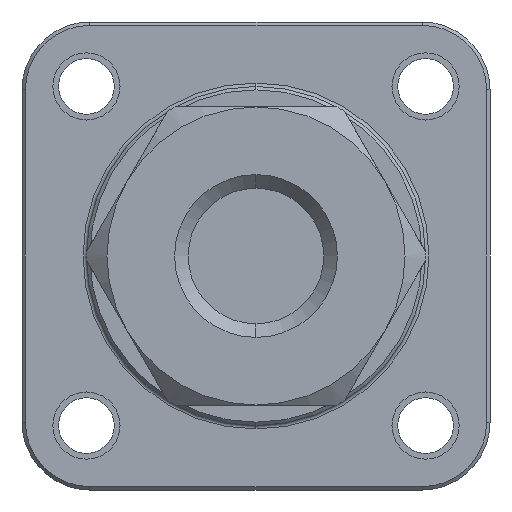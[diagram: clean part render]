
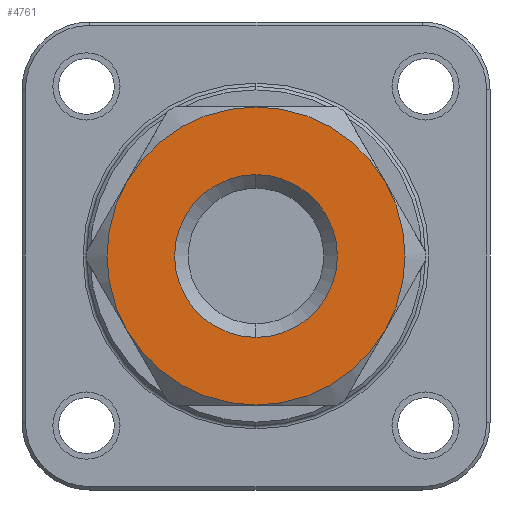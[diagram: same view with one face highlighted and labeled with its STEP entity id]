
A CAD part, left-side view. The second image highlights one B-rep face of the part: STEP entity #4761.
In plain terms, the highlighted planar face has unit normal (-1, 0, 0).
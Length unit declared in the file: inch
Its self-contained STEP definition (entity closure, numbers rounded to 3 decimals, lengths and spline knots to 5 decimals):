
#230 = ORIENTED_EDGE ( 'NONE', *, *, #699, .T. ) ;
#281 = CIRCLE ( 'NONE', #829, 0.2197 ) ;
#311 = CIRCLE ( 'NONE', #898, 0.2197 ) ;
#416 = DIRECTION ( 'NONE',  ( 0., 0., 1. ) ) ;
#432 = DIRECTION ( 'NONE',  ( 0., 0., 1. ) ) ;
#512 = DIRECTION ( 'NONE',  ( 0., 0., 1. ) ) ;
#595 = DIRECTION ( 'NONE',  ( 0., 0., 1. ) ) ;
#699 = EDGE_CURVE ( 'NONE', #4408, #2347, #2380, .T. ) ;
#786 = CARTESIAN_POINT ( 'NONE',  ( 0.95873, -0.19027, 0.10985 ) ) ;
#826 = DIRECTION ( 'NONE',  ( -1., 0., 0. ) ) ;
#827 = EDGE_CURVE ( 'NONE', #3865, #3238, #4718, .T. ) ;
#829 = AXIS2_PLACEMENT_3D ( 'NONE', #4268, #826, #3940 ) ;
#898 = AXIS2_PLACEMENT_3D ( 'NONE', #4122, #4345, #2892 ) ;
#930 = VERTEX_POINT ( 'NONE', #1355 ) ;
#1023 = AXIS2_PLACEMENT_3D ( 'NONE', #3923, #4712, #3866 ) ;
#1090 = AXIS2_PLACEMENT_3D ( 'NONE', #2798, #1257, #1237 ) ;
#1173 = CARTESIAN_POINT ( 'NONE',  ( 0.95873, 0., 0. ) ) ;
#1237 = DIRECTION ( 'NONE',  ( 0., 0., 1. ) ) ;
#1257 = DIRECTION ( 'NONE',  ( -1., 0., 0. ) ) ;
#1296 = CARTESIAN_POINT ( 'NONE',  ( 0.95873, 0., 0.2197 ) ) ;
#1303 = CARTESIAN_POINT ( 'NONE',  ( 0.95873, 0., 0. ) ) ;
#1335 = EDGE_LOOP ( 'NONE', ( #3373, #2343, #230, #2267, #3134, #1978 ) ) ;
#1355 = CARTESIAN_POINT ( 'NONE',  ( 0.95873, -0.19027, -0.10985 ) ) ;
#1439 = AXIS2_PLACEMENT_3D ( 'NONE', #2513, #4800, #595 ) ;
#1440 = EDGE_CURVE ( 'NONE', #3217, #4717, #4376, .T. ) ;
#1498 = EDGE_CURVE ( 'NONE', #3238, #3865, #3048, .T. ) ;
#1841 = FACE_BOUND ( 'NONE', #5017, .T. ) ;
#1863 = VERTEX_POINT ( 'NONE', #3882 ) ;
#1929 = ORIENTED_EDGE ( 'NONE', *, *, #827, .T. ) ;
#1978 = ORIENTED_EDGE ( 'NONE', *, *, #3195, .T. ) ;
#2000 = CIRCLE ( 'NONE', #1023, 0.2197 ) ;
#2034 = DIRECTION ( 'NONE',  ( 1., 0., 0. ) ) ;
#2055 = DIRECTION ( 'NONE',  ( 1., 0., 0. ) ) ;
#2099 = DIRECTION ( 'NONE',  ( -1., 0., 0. ) ) ;
#2267 = ORIENTED_EDGE ( 'NONE', *, *, #3094, .T. ) ;
#2343 = ORIENTED_EDGE ( 'NONE', *, *, #2728, .T. ) ;
#2347 = VERTEX_POINT ( 'NONE', #3783 ) ;
#2380 = CIRCLE ( 'NONE', #3377, 0.2197 ) ;
#2405 = AXIS2_PLACEMENT_3D ( 'NONE', #4287, #2034, #432 ) ;
#2409 = CARTESIAN_POINT ( 'NONE',  ( 0.95873, 0., -0.12 ) ) ;
#2434 = CARTESIAN_POINT ( 'NONE',  ( 0.95873, 0., 0. ) ) ;
#2513 = CARTESIAN_POINT ( 'NONE',  ( 0.95873, 0., 0. ) ) ;
#2615 = FACE_OUTER_BOUND ( 'NONE', #1335, .T. ) ;
#2728 = EDGE_CURVE ( 'NONE', #4717, #4408, #3414, .T. ) ;
#2798 = CARTESIAN_POINT ( 'NONE',  ( 0.95873, 0., 0. ) ) ;
#2892 = DIRECTION ( 'NONE',  ( 0., 0., 1. ) ) ;
#2916 = AXIS2_PLACEMENT_3D ( 'NONE', #1173, #4597, #416 ) ;
#3038 = CARTESIAN_POINT ( 'NONE',  ( 0.95873, 0., 0.12 ) ) ;
#3048 = CIRCLE ( 'NONE', #2405, 0.12 ) ;
#3094 = EDGE_CURVE ( 'NONE', #2347, #1863, #2000, .T. ) ;
#3134 = ORIENTED_EDGE ( 'NONE', *, *, #3795, .T. ) ;
#3195 = EDGE_CURVE ( 'NONE', #930, #3217, #281, .T. ) ;
#3217 = VERTEX_POINT ( 'NONE', #786 ) ;
#3238 = VERTEX_POINT ( 'NONE', #2409 ) ;
#3373 = ORIENTED_EDGE ( 'NONE', *, *, #1440, .T. ) ;
#3377 = AXIS2_PLACEMENT_3D ( 'NONE', #1303, #2099, #3992 ) ;
#3414 = CIRCLE ( 'NONE', #1439, 0.2197 ) ;
#3436 = ORIENTED_EDGE ( 'NONE', *, *, #1498, .T. ) ;
#3633 = AXIS2_PLACEMENT_3D ( 'NONE', #2434, #2055, #512 ) ;
#3783 = CARTESIAN_POINT ( 'NONE',  ( 0.95873, 0.19027, -0.10985 ) ) ;
#3795 = EDGE_CURVE ( 'NONE', #1863, #930, #311, .T. ) ;
#3865 = VERTEX_POINT ( 'NONE', #3038 ) ;
#3866 = DIRECTION ( 'NONE',  ( 0., 0., 1. ) ) ;
#3882 = CARTESIAN_POINT ( 'NONE',  ( 0.95873, 0., -0.2197 ) ) ;
#3923 = CARTESIAN_POINT ( 'NONE',  ( 0.95873, 0., 0. ) ) ;
#3940 = DIRECTION ( 'NONE',  ( 0., 0., 1. ) ) ;
#3992 = DIRECTION ( 'NONE',  ( 0., 0., 1. ) ) ;
#4122 = CARTESIAN_POINT ( 'NONE',  ( 0.95873, 0., 0. ) ) ;
#4268 = CARTESIAN_POINT ( 'NONE',  ( 0.95873, 0., 0. ) ) ;
#4287 = CARTESIAN_POINT ( 'NONE',  ( 0.95873, 0., 0. ) ) ;
#4345 = DIRECTION ( 'NONE',  ( -1., 0., 0. ) ) ;
#4376 = CIRCLE ( 'NONE', #2916, 0.2197 ) ;
#4408 = VERTEX_POINT ( 'NONE', #4497 ) ;
#4497 = CARTESIAN_POINT ( 'NONE',  ( 0.95873, 0.19027, 0.10985 ) ) ;
#4597 = DIRECTION ( 'NONE',  ( -1., 0., 0. ) ) ;
#4712 = DIRECTION ( 'NONE',  ( -1., 0., 0. ) ) ;
#4717 = VERTEX_POINT ( 'NONE', #1296 ) ;
#4718 = CIRCLE ( 'NONE', #3633, 0.12 ) ;
#4740 = PLANE ( 'NONE',  #1090 ) ;
#4761 = ADVANCED_FACE ( 'NONE', ( #1841, #2615 ), #4740, .T. ) ;
#4800 = DIRECTION ( 'NONE',  ( -1., 0., 0. ) ) ;
#5017 = EDGE_LOOP ( 'NONE', ( #1929, #3436 ) ) ;
